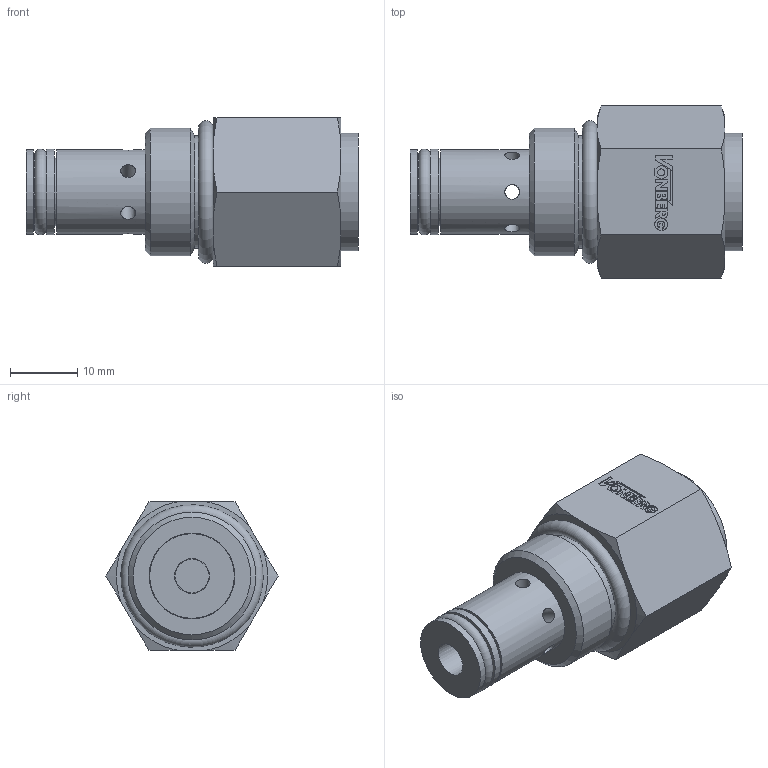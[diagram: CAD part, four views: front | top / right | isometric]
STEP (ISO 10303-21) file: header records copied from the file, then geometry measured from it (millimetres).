
FILE_DESCRIPTION((''),'2;1');
FILE_NAME('2408.stp','2015-01-26T13:37:09',('jml'),(''),'Autodesk Inventor 2010','Autodesk Inventor 2010','');
FILE_SCHEMA(('AUTOMOTIVE_DESIGN { 1 0 10303 214 1 1 1 1 }'));
Length unit declared in the file: inch
Products named in the file (6): 2408 (LevelofDetail1); 220700; 990047; 908 O-RING; 012 O-RING; 012 BACKUP
Assembly tree (5 placements, depth 2):
  2408 (LevelofDetail1)
    220700
    990047
    908 O-RING
    012 O-RING
    012 BACKUP
Bounding box: 49.53 x 25.66 x 22.23 mm (x, y, z)
Volume: 12601.6 mm3; surface area: 7096 mm2
Topology: 6 solids, 6 shells, 157 faces, 383 edges, 252 vertices
Faces by surface type: plane 101, cylinder 31, cone 18, torus 4, bspline 3
Full cylindrical faces by diameter (mm): 1.044 x1, 2.184 x6, 9.754 x1, 10.109 x1, 12.294 x1, 12.624 x2, 12.751 x1, 14.275 x1, 16.815 x1, 17.475 x1, 19.05 x1
Entity records: 5155 total; most frequent: CARTESIAN_POINT 1267, DIRECTION 727, ORIENTED_EDGE 708, EDGE_CURVE 354, VERTEX_POINT 250, AXIS2_PLACEMENT_3D 244, VECTOR 239, LINE 239
